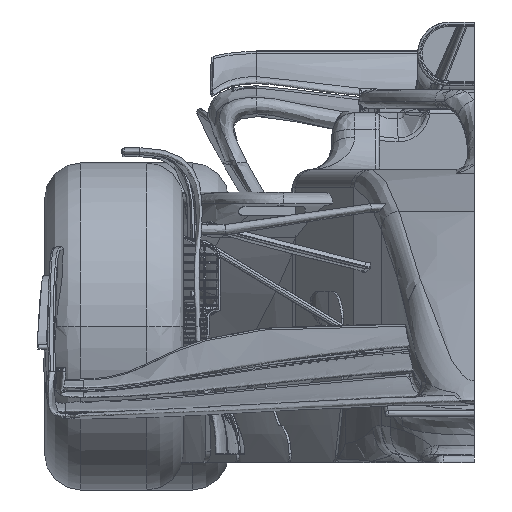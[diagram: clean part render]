
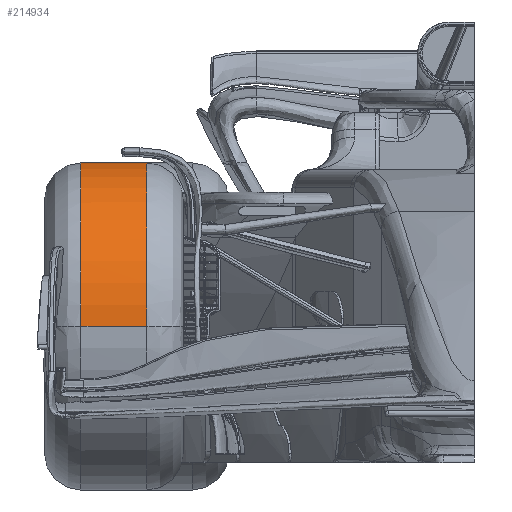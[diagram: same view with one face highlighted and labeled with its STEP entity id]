
A CAD part, left-side view. The second image highlights one B-rep face of the part: STEP entity #214934.
In plain terms, the highlighted free-form (B-spline) face has degree [2, 1] with [5, 2] control points.
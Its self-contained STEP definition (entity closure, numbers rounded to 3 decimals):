
#214815 = VERTEX_POINT('',#214816);
#214816 = CARTESIAN_POINT('',(-303.461,911.648,
    376.684));
#214823 = VERTEX_POINT('',#214824);
#214824 = CARTESIAN_POINT('',(606.922,911.648,
    376.684));
#214858 = VERTEX_POINT('',#214859);
#214859 = CARTESIAN_POINT('',(-303.461,1094.989,
    376.684));
#214860 = VERTEX_POINT('',#214861);
#214861 = CARTESIAN_POINT('',(606.922,1094.989,
    376.684));
#214913 = EDGE_CURVE('',#214860,#214823,#214914,.T.);
#214914 = B_SPLINE_CURVE_WITH_KNOTS('',1,(#214915,#214916),
  .UNSPECIFIED.,.F.,.F.,(2,2),(80.,225.),.PIECEWISE_BEZIER_KNOTS.);
#214915 = CARTESIAN_POINT('',(606.922,1094.989,
    376.684));
#214916 = CARTESIAN_POINT('',(606.922,911.648,
    376.684));
#214919 = EDGE_CURVE('',#214858,#214815,#214920,.T.);
#214920 = B_SPLINE_CURVE_WITH_KNOTS('',1,(#214921,#214922),
  .UNSPECIFIED.,.F.,.F.,(2,2),(80.,225.),.PIECEWISE_BEZIER_KNOTS.);
#214921 = CARTESIAN_POINT('',(-303.461,1094.989,
    376.684));
#214922 = CARTESIAN_POINT('',(-303.461,911.648,
    376.684));
#214934 = ADVANCED_FACE('',(#214935),#214955,.T.);
#214935 = FACE_BOUND('',#214936,.T.);
#214936 = EDGE_LOOP('',(#214937,#214938,#214946,#214947));
#214937 = ORIENTED_EDGE('',*,*,#214913,.F.);
#214938 = ORIENTED_EDGE('',*,*,#214939,.T.);
#214939 = EDGE_CURVE('',#214860,#214858,#214940,.T.);
#214940 = ( BOUNDED_CURVE() B_SPLINE_CURVE(2,(#214941,#214942,#214943,
#214944,#214945),.UNSPECIFIED.,.F.,.F.) B_SPLINE_CURVE_WITH_KNOTS((3,2,3
),(0.,1.571,3.142),.PIECEWISE_BEZIER_KNOTS.) CURVE() 
GEOMETRIC_REPRESENTATION_ITEM() RATIONAL_B_SPLINE_CURVE((1.,
0.707,1.,0.707,1.)) REPRESENTATION_ITEM('') );
#214941 = CARTESIAN_POINT('',(606.922,1094.989,
    376.684));
#214942 = CARTESIAN_POINT('',(606.922,1094.989,
    831.876));
#214943 = CARTESIAN_POINT('',(151.731,1094.989,
    831.876));
#214944 = CARTESIAN_POINT('',(-303.461,1094.989,
    831.876));
#214945 = CARTESIAN_POINT('',(-303.461,1094.989,
    376.684));
#214946 = ORIENTED_EDGE('',*,*,#214919,.T.);
#214947 = ORIENTED_EDGE('',*,*,#214948,.T.);
#214948 = EDGE_CURVE('',#214815,#214823,#214949,.T.);
#214949 = ( BOUNDED_CURVE() B_SPLINE_CURVE(2,(#214950,#214951,#214952,
#214953,#214954),.UNSPECIFIED.,.F.,.F.) B_SPLINE_CURVE_WITH_KNOTS((3,2,3
    ),(3.142,4.712,6.283),
.PIECEWISE_BEZIER_KNOTS.) CURVE() GEOMETRIC_REPRESENTATION_ITEM() 
RATIONAL_B_SPLINE_CURVE((1.,0.707,1.,0.707,1.)) 
REPRESENTATION_ITEM('') );
#214950 = CARTESIAN_POINT('',(-303.461,911.648,
    376.684));
#214951 = CARTESIAN_POINT('',(-303.461,911.648,
    831.876));
#214952 = CARTESIAN_POINT('',(151.731,911.648,
    831.876));
#214953 = CARTESIAN_POINT('',(606.922,911.648,
    831.876));
#214954 = CARTESIAN_POINT('',(606.922,911.648,
    376.684));
#214955 = ( BOUNDED_SURFACE() B_SPLINE_SURFACE(2,1,(
    (#214956,#214957)
    ,(#214958,#214959)
    ,(#214960,#214961)
    ,(#214962,#214963)
    ,(#214964,#214965
)),.UNSPECIFIED.,.F.,.F.,.F.) B_SPLINE_SURFACE_WITH_KNOTS((3,2,3),(2,2),
  (3.142,4.712,6.283),(80.,225.),
.PIECEWISE_BEZIER_KNOTS.) GEOMETRIC_REPRESENTATION_ITEM() 
RATIONAL_B_SPLINE_SURFACE((
    (1.,1.)
    ,(0.707,0.707)
    ,(1.,1.)
    ,(0.707,0.707)
,(1.,1.))) REPRESENTATION_ITEM('') SURFACE() );
#214956 = CARTESIAN_POINT('',(606.922,1094.989,
    376.684));
#214957 = CARTESIAN_POINT('',(606.922,911.648,
    376.684));
#214958 = CARTESIAN_POINT('',(606.922,1094.989,
    831.876));
#214959 = CARTESIAN_POINT('',(606.922,911.648,
    831.876));
#214960 = CARTESIAN_POINT('',(151.731,1094.989,
    831.876));
#214961 = CARTESIAN_POINT('',(151.731,911.648,
    831.876));
#214962 = CARTESIAN_POINT('',(-303.461,1094.989,
    831.876));
#214963 = CARTESIAN_POINT('',(-303.461,911.648,
    831.876));
#214964 = CARTESIAN_POINT('',(-303.461,1094.989,
    376.684));
#214965 = CARTESIAN_POINT('',(-303.461,911.648,
    376.684));
